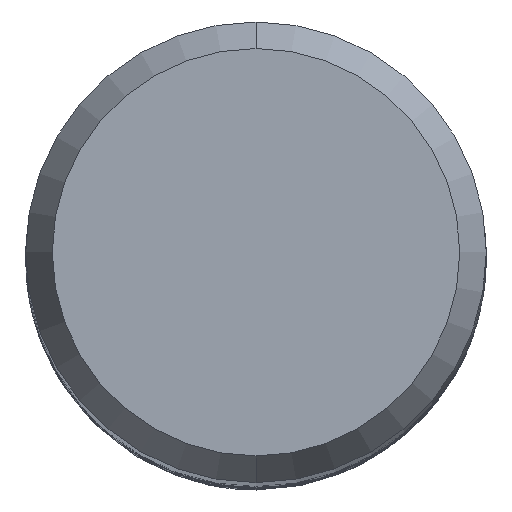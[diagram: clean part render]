
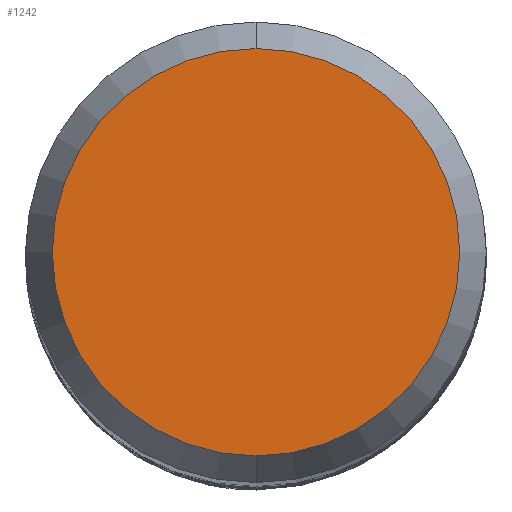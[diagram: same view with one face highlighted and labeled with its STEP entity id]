
A CAD part, top view. The second image highlights one B-rep face of the part: STEP entity #1242.
In plain terms, the highlighted planar face has unit normal (0, 0, 1).
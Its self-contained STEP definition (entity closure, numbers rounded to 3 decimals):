
#626=EDGE_CURVE('',#684,#1148,#1752,.T.);
#684=VERTEX_POINT('',#1817);
#1148=VERTEX_POINT('',#2321);
#1242=ADVANCED_FACE('',(#2423),#2424,.T.);
#1570=EDGE_CURVE('',#1148,#684,#2784,.T.);
#1752=CIRCLE('',#3271,3.538);
#1817=CARTESIAN_POINT('',(0.,-3.538,0.0));
#2321=CARTESIAN_POINT('',(0.0,3.538,0.0));
#2423=FACE_OUTER_BOUND('',#10369,.T.);
#2424=PLANE('',#10370);
#2784=CIRCLE('',#14335,3.538);
#3271=AXIS2_PLACEMENT_3D('',#15347,#15348,#15349);
#10369=EDGE_LOOP('',(#16119,#16120));
#10370=AXIS2_PLACEMENT_3D('',#16121,#16122,#16123);
#14335=AXIS2_PLACEMENT_3D('',#16510,#16511,#16512);
#15347=CARTESIAN_POINT('',(0.0,0.0,0.0));
#15348=DIRECTION('',(0.0,0.0,-1.0));
#15349=DIRECTION('',(0.0,1.0,0.0));
#16119=ORIENTED_EDGE('',*,*,#1570,.F.);
#16120=ORIENTED_EDGE('',*,*,#626,.F.);
#16121=CARTESIAN_POINT('',(0.0,1.769,0.0));
#16122=DIRECTION('',(-0.0,0.0,1.0));
#16123=DIRECTION('',(0.0,-1.0,0.0));
#16510=CARTESIAN_POINT('',(0.0,0.0,0.0));
#16511=DIRECTION('',(0.0,0.0,-1.0));
#16512=DIRECTION('',(0.0,1.0,0.0));
